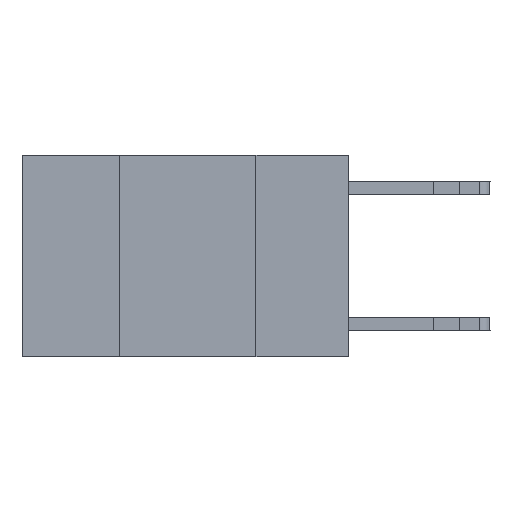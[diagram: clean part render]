
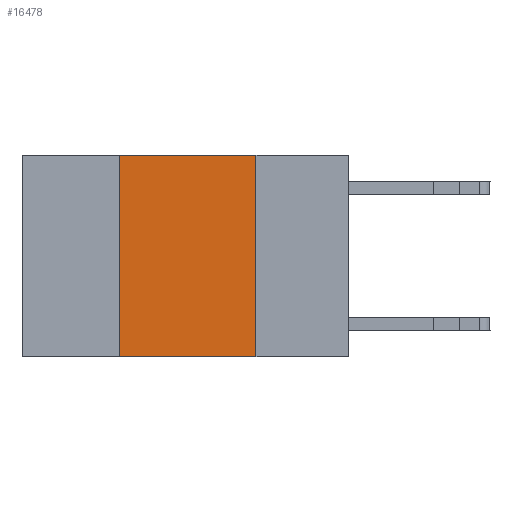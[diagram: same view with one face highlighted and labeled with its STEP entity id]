
A CAD part, left-side view. The second image highlights one B-rep face of the part: STEP entity #16478.
In plain terms, the highlighted planar face has unit normal (-1, 0, 0).
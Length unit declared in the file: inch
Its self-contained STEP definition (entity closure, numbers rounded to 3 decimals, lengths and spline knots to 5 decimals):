
#349 = CARTESIAN_POINT ( 'NONE',  ( 0., 0.42, -0.37 ) ) ;
#1235 = PLANE ( 'NONE',  #17792 ) ;
#1299 = DIRECTION ( 'NONE',  ( 0., 0., -1. ) ) ;
#1312 = VECTOR ( 'NONE', #16574, 39.37008 ) ;
#4250 = CARTESIAN_POINT ( 'NONE',  ( 0., 0.6, 0. ) ) ;
#4450 = EDGE_CURVE ( 'NONE', #12104, #17931, #24426, .T. ) ;
#4798 = LINE ( 'NONE', #11055, #6376 ) ;
#5131 = VECTOR ( 'NONE', #1299, 39.37008 ) ;
#6376 = VECTOR ( 'NONE', #19079, 39.37008 ) ;
#6896 = LINE ( 'NONE', #23003, #11846 ) ;
#7256 = EDGE_LOOP ( 'NONE', ( #10796, #12635, #11558, #23590 ) ) ;
#7275 = CARTESIAN_POINT ( 'NONE',  ( 0., 0.6, 0. ) ) ;
#10268 = VERTEX_POINT ( 'NONE', #349 ) ;
#10688 = DIRECTION ( 'NONE',  ( 0., 0., 1. ) ) ;
#10796 = ORIENTED_EDGE ( 'NONE', *, *, #14095, .F. ) ;
#11055 = CARTESIAN_POINT ( 'NONE',  ( 0., 0.6, -0.37 ) ) ;
#11558 = ORIENTED_EDGE ( 'NONE', *, *, #25415, .F. ) ;
#11788 = CARTESIAN_POINT ( 'NONE',  ( 0., 0.17, -0.37 ) ) ;
#11846 = VECTOR ( 'NONE', #10688, 39.37008 ) ;
#12104 = VERTEX_POINT ( 'NONE', #12219 ) ;
#12219 = CARTESIAN_POINT ( 'NONE',  ( 0., 0.42, 0. ) ) ;
#12635 = ORIENTED_EDGE ( 'NONE', *, *, #4450, .F. ) ;
#12774 = FACE_OUTER_BOUND ( 'NONE', #7256, .T. ) ;
#13738 = EDGE_CURVE ( 'NONE', #10268, #20421, #4798, .T. ) ;
#14095 = EDGE_CURVE ( 'NONE', #17931, #20421, #15206, .T. ) ;
#15206 = LINE ( 'NONE', #17316, #5131 ) ;
#15274 = DIRECTION ( 'NONE',  ( 1., 0., 0. ) ) ;
#16478 = ADVANCED_FACE ( 'NONE', ( #12774 ), #1235, .F. ) ;
#16574 = DIRECTION ( 'NONE',  ( 0., -1., 0. ) ) ;
#17316 = CARTESIAN_POINT ( 'NONE',  ( 0., 0.17, 0. ) ) ;
#17792 = AXIS2_PLACEMENT_3D ( 'NONE', #7275, #15274, #18718 ) ;
#17931 = VERTEX_POINT ( 'NONE', #24639 ) ;
#18718 = DIRECTION ( 'NONE',  ( 0., 0., -1. ) ) ;
#19079 = DIRECTION ( 'NONE',  ( 0., -1., 0. ) ) ;
#20421 = VERTEX_POINT ( 'NONE', #11788 ) ;
#23003 = CARTESIAN_POINT ( 'NONE',  ( 0., 0.42, 0. ) ) ;
#23590 = ORIENTED_EDGE ( 'NONE', *, *, #13738, .T. ) ;
#24426 = LINE ( 'NONE', #4250, #1312 ) ;
#24639 = CARTESIAN_POINT ( 'NONE',  ( 0., 0.17, 0. ) ) ;
#25415 = EDGE_CURVE ( 'NONE', #10268, #12104, #6896, .T. ) ;
